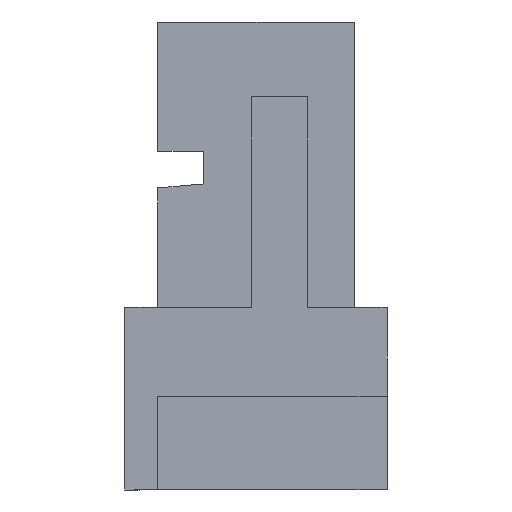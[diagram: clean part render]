
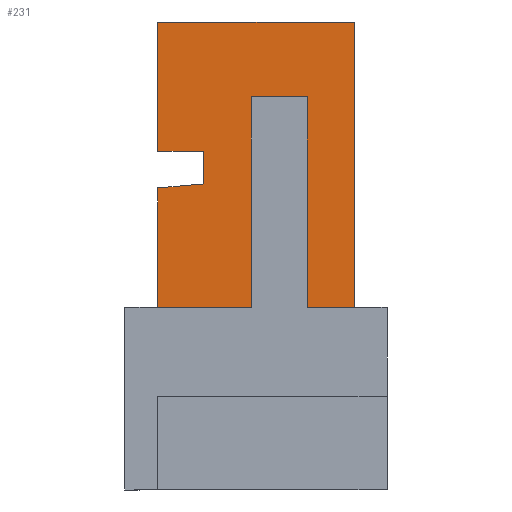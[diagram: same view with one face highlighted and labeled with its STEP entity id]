
A CAD part, left-side view. The second image highlights one B-rep face of the part: STEP entity #231.
In plain terms, the highlighted planar face has unit normal (-1, 0, 0).
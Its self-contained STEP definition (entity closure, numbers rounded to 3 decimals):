
#215 = ORIENTED_EDGE ( 'NONE', *, *, #1125, .F. ) ;
#217 = ORIENTED_EDGE ( 'NONE', *, *, #1122, .F. ) ;
#222 = ORIENTED_EDGE ( 'NONE', *, *, #784, .F. ) ;
#223 = ORIENTED_EDGE ( 'NONE', *, *, #771, .F. ) ;
#224 = ORIENTED_EDGE ( 'NONE', *, *, #792, .F. ) ;
#225 = ORIENTED_EDGE ( 'NONE', *, *, #1063, .F. ) ;
#226 = ORIENTED_EDGE ( 'NONE', *, *, #806, .F. ) ;
#227 = ORIENTED_EDGE ( 'NONE', *, *, #881, .F. ) ;
#228 = ORIENTED_EDGE ( 'NONE', *, *, #853, .F. ) ;
#229 = EDGE_LOOP ( 'NONE', ( #232, #233, #225, #227, #228, #226, #224, #222, #223, #234, #217, #215 ) ) ;
#231 = ADVANCED_FACE ( 'NONE', ( #2473 ), #2516, .F. ) ;
#232 = ORIENTED_EDGE ( 'NONE', *, *, #1079, .F. ) ;
#233 = ORIENTED_EDGE ( 'NONE', *, *, #1057, .F. ) ;
#234 = ORIENTED_EDGE ( 'NONE', *, *, #1194, .F. ) ;
#771 = EDGE_CURVE ( 'NONE', #798, #782, #3999, .T. ) ;
#782 = VERTEX_POINT ( 'NONE', #4004 ) ;
#784 = EDGE_CURVE ( 'NONE', #782, #785, #4064, .T. ) ;
#785 = VERTEX_POINT ( 'NONE', #4060 ) ;
#792 = EDGE_CURVE ( 'NONE', #785, #793, #4050, .T. ) ;
#793 = VERTEX_POINT ( 'NONE', #4046 ) ;
#798 = VERTEX_POINT ( 'NONE', #4087 ) ;
#806 = EDGE_CURVE ( 'NONE', #793, #809, #4081, .T. ) ;
#809 = VERTEX_POINT ( 'NONE', #4113 ) ;
#825 = VERTEX_POINT ( 'NONE', #4150 ) ;
#852 = VERTEX_POINT ( 'NONE', #4208 ) ;
#853 = EDGE_CURVE ( 'NONE', #809, #852, #4207, .T. ) ;
#881 = EDGE_CURVE ( 'NONE', #852, #825, #4271, .T. ) ;
#1057 = EDGE_CURVE ( 'NONE', #1064, #1058, #4630, .T. ) ;
#1058 = VERTEX_POINT ( 'NONE', #4626 ) ;
#1063 = EDGE_CURVE ( 'NONE', #825, #1064, #4624, .T. ) ;
#1064 = VERTEX_POINT ( 'NONE', #4620 ) ;
#1079 = EDGE_CURVE ( 'NONE', #1058, #1087, #4670, .T. ) ;
#1087 = VERTEX_POINT ( 'NONE', #4696 ) ;
#1122 = EDGE_CURVE ( 'NONE', #1124, #1123, #4712, .T. ) ;
#1123 = VERTEX_POINT ( 'NONE', #4708 ) ;
#1124 = VERTEX_POINT ( 'NONE', #4707 ) ;
#1125 = EDGE_CURVE ( 'NONE', #1087, #1124, #4705, .T. ) ;
#1194 = EDGE_CURVE ( 'NONE', #1123, #798, #4983, .T. ) ;
#2473 = FACE_OUTER_BOUND ( 'NONE', #229, .T. ) ;
#2512 = DIRECTION ( 'NONE',  ( 0., 1., 0. ) ) ;
#2513 = DIRECTION ( 'NONE',  ( 1., 0., 0. ) ) ;
#2514 = CARTESIAN_POINT ( 'NONE',  ( -6.7, -1.45, 0.85 ) ) ;
#2515 = AXIS2_PLACEMENT_3D ( 'NONE', #2514, #2513, #2512 ) ;
#2516 = PLANE ( 'NONE',  #2515 ) ;
#3996 = DIRECTION ( 'NONE',  ( 0., 1., 0. ) ) ;
#3997 = VECTOR ( 'NONE', #3996, 1000. ) ;
#3998 = CARTESIAN_POINT ( 'NONE',  ( -6.7, -1.45, 0.85 ) ) ;
#3999 = LINE ( 'NONE', #3998, #3997 ) ;
#4004 = CARTESIAN_POINT ( 'NONE',  ( -6.7, -1.45, 0.85 ) ) ;
#4046 = CARTESIAN_POINT ( 'NONE',  ( -6.7, -1.94, 2.17 ) ) ;
#4047 = DIRECTION ( 'NONE',  ( 0., -0.996, 0.087 ) ) ;
#4048 = VECTOR ( 'NONE', #4047, 1000. ) ;
#4049 = CARTESIAN_POINT ( 'NONE',  ( -6.7, -1.45, 2.127 ) ) ;
#4050 = LINE ( 'NONE', #4049, #4048 ) ;
#4060 = CARTESIAN_POINT ( 'NONE',  ( -6.7, -1.45, 2.127 ) ) ;
#4061 = DIRECTION ( 'NONE',  ( 0., 0., 1. ) ) ;
#4062 = VECTOR ( 'NONE', #4061, 1000. ) ;
#4063 = CARTESIAN_POINT ( 'NONE',  ( -6.7, -1.45, 0.85 ) ) ;
#4064 = LINE ( 'NONE', #4063, #4062 ) ;
#4078 = DIRECTION ( 'NONE',  ( 0., 0., 1. ) ) ;
#4079 = VECTOR ( 'NONE', #4078, 1000. ) ;
#4080 = CARTESIAN_POINT ( 'NONE',  ( -6.7, -1.94, 2.17 ) ) ;
#4081 = LINE ( 'NONE', #4080, #4079 ) ;
#4087 = CARTESIAN_POINT ( 'NONE',  ( -6.7, -2.45, 0.85 ) ) ;
#4113 = CARTESIAN_POINT ( 'NONE',  ( -6.7, -1.94, 2.52 ) ) ;
#4150 = CARTESIAN_POINT ( 'NONE',  ( -6.7, -1.45, 3.9 ) ) ;
#4204 = DIRECTION ( 'NONE',  ( 0., 1., 0. ) ) ;
#4205 = VECTOR ( 'NONE', #4204, 1000. ) ;
#4206 = CARTESIAN_POINT ( 'NONE',  ( -6.7, -1.94, 2.52 ) ) ;
#4207 = LINE ( 'NONE', #4206, #4205 ) ;
#4208 = CARTESIAN_POINT ( 'NONE',  ( -6.7, -1.45, 2.52 ) ) ;
#4268 = DIRECTION ( 'NONE',  ( 0., 0., 1. ) ) ;
#4269 = VECTOR ( 'NONE', #4268, 1000. ) ;
#4270 = CARTESIAN_POINT ( 'NONE',  ( -6.7, -1.45, 2.52 ) ) ;
#4271 = LINE ( 'NONE', #4270, #4269 ) ;
#4620 = CARTESIAN_POINT ( 'NONE',  ( -6.7, -3.55, 3.9 ) ) ;
#4621 = DIRECTION ( 'NONE',  ( 0., -1., 0. ) ) ;
#4622 = VECTOR ( 'NONE', #4621, 1000. ) ;
#4623 = CARTESIAN_POINT ( 'NONE',  ( -6.7, -1.45, 3.9 ) ) ;
#4624 = LINE ( 'NONE', #4623, #4622 ) ;
#4626 = CARTESIAN_POINT ( 'NONE',  ( -6.7, -3.55, 0.85 ) ) ;
#4627 = DIRECTION ( 'NONE',  ( 0., 0., -1. ) ) ;
#4628 = VECTOR ( 'NONE', #4627, 1000. ) ;
#4629 = CARTESIAN_POINT ( 'NONE',  ( -6.7, -3.55, 3.9 ) ) ;
#4630 = LINE ( 'NONE', #4629, #4628 ) ;
#4667 = DIRECTION ( 'NONE',  ( 0., 1., 0. ) ) ;
#4668 = VECTOR ( 'NONE', #4667, 1000. ) ;
#4669 = CARTESIAN_POINT ( 'NONE',  ( -6.7, -3.05, 0.85 ) ) ;
#4670 = LINE ( 'NONE', #4669, #4668 ) ;
#4696 = CARTESIAN_POINT ( 'NONE',  ( -6.7, -3.05, 0.85 ) ) ;
#4705 = LINE ( 'NONE', #4765, #4764 ) ;
#4707 = CARTESIAN_POINT ( 'NONE',  ( -6.7, -3.05, 3.1 ) ) ;
#4708 = CARTESIAN_POINT ( 'NONE',  ( -6.7, -2.45, 3.1 ) ) ;
#4709 = DIRECTION ( 'NONE',  ( 0., 1., 0. ) ) ;
#4710 = VECTOR ( 'NONE', #4709, 1000. ) ;
#4711 = CARTESIAN_POINT ( 'NONE',  ( -6.7, -3.05, 3.1 ) ) ;
#4712 = LINE ( 'NONE', #4711, #4710 ) ;
#4763 = DIRECTION ( 'NONE',  ( 0., 0., 1. ) ) ;
#4764 = VECTOR ( 'NONE', #4763, 1000. ) ;
#4765 = CARTESIAN_POINT ( 'NONE',  ( -6.7, -3.05, 0.85 ) ) ;
#4980 = DIRECTION ( 'NONE',  ( 0., 0., -1. ) ) ;
#4981 = VECTOR ( 'NONE', #4980, 1000. ) ;
#4982 = CARTESIAN_POINT ( 'NONE',  ( -6.7, -2.45, 3.1 ) ) ;
#4983 = LINE ( 'NONE', #4982, #4981 ) ;
